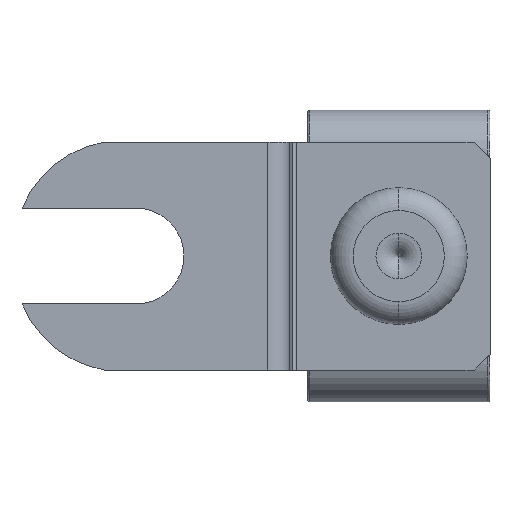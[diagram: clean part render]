
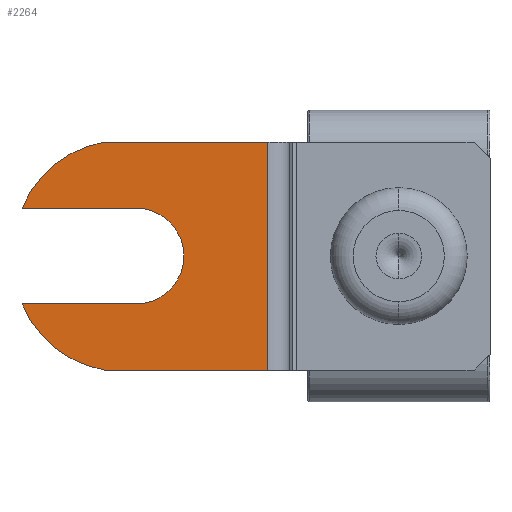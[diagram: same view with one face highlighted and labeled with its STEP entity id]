
A CAD part, front view. The second image highlights one B-rep face of the part: STEP entity #2264.
In plain terms, the highlighted planar face has unit normal (0, -1, 0).
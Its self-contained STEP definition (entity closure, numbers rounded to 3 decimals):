
#8 = VECTOR ( 'NONE', #3392, 1000. ) ;
#139 = LINE ( 'NONE', #5436, #2962 ) ;
#190 = EDGE_CURVE ( 'NONE', #1963, #4734, #139, .T. ) ;
#439 = ORIENTED_EDGE ( 'NONE', *, *, #2378, .T. ) ;
#457 = PLANE ( 'NONE',  #3684 ) ;
#479 = ORIENTED_EDGE ( 'NONE', *, *, #5903, .F. ) ;
#489 = CARTESIAN_POINT ( 'NONE',  ( 9.627, 0., 0. ) ) ;
#702 = EDGE_CURVE ( 'NONE', #5430, #5065, #4545, .T. ) ;
#715 = EDGE_CURVE ( 'NONE', #984, #4379, #1077, .T. ) ;
#865 = CARTESIAN_POINT ( 'NONE',  ( 0., 0., -2.9 ) ) ;
#935 = EDGE_CURVE ( 'NONE', #984, #1963, #1542, .T. ) ;
#976 = VERTEX_POINT ( 'NONE', #5807 ) ;
#984 = VERTEX_POINT ( 'NONE', #1381 ) ;
#1077 = LINE ( 'NONE', #1460, #2235 ) ;
#1277 = DIRECTION ( 'NONE',  ( 0., -1., 0. ) ) ;
#1300 = LINE ( 'NONE', #489, #5517 ) ;
#1381 = CARTESIAN_POINT ( 'NONE',  ( 3.61, 0., -10. ) ) ;
#1446 = DIRECTION ( 'NONE',  ( 0., 0., -1. ) ) ;
#1460 = CARTESIAN_POINT ( 'NONE',  ( 0., 0., -10. ) ) ;
#1542 = CIRCLE ( 'NONE', #2938, 4.8 ) ;
#1835 = AXIS2_PLACEMENT_3D ( 'NONE', #1948, #2475, #3824 ) ;
#1903 = CARTESIAN_POINT ( 'NONE',  ( 4.438, 0., -5.272 ) ) ;
#1948 = CARTESIAN_POINT ( 'NONE',  ( 4.438, 0., -4.728 ) ) ;
#1963 = VERTEX_POINT ( 'NONE', #2055 ) ;
#2055 = CARTESIAN_POINT ( 'NONE',  ( 0., 0., -7.1 ) ) ;
#2235 = VECTOR ( 'NONE', #4746, 1000. ) ;
#2264 = ADVANCED_FACE ( 'NONE', ( #5758 ), #457, .T. ) ;
#2378 = EDGE_CURVE ( 'NONE', #4379, #976, #3391, .T. ) ;
#2380 = AXIS2_PLACEMENT_3D ( 'NONE', #4211, #1277, #4685 ) ;
#2475 = DIRECTION ( 'NONE',  ( 0., 1., 0. ) ) ;
#2482 = ORIENTED_EDGE ( 'NONE', *, *, #190, .F. ) ;
#2492 = CARTESIAN_POINT ( 'NONE',  ( 10.781, 0., -10. ) ) ;
#2545 = ORIENTED_EDGE ( 'NONE', *, *, #3263, .F. ) ;
#2778 = ORIENTED_EDGE ( 'NONE', *, *, #715, .T. ) ;
#2861 = LINE ( 'NONE', #3423, #8 ) ;
#2938 = AXIS2_PLACEMENT_3D ( 'NONE', #1903, #3809, #1446 ) ;
#2962 = VECTOR ( 'NONE', #4325, 1000. ) ;
#2993 = VECTOR ( 'NONE', #3487, 1000. ) ;
#3263 = EDGE_CURVE ( 'NONE', #4734, #5113, #4799, .T. ) ;
#3391 = LINE ( 'NONE', #3460, #2993 ) ;
#3392 = DIRECTION ( 'NONE',  ( -1., 0., 0. ) ) ;
#3411 = ORIENTED_EDGE ( 'NONE', *, *, #935, .F. ) ;
#3415 = ORIENTED_EDGE ( 'NONE', *, *, #702, .F. ) ;
#3423 = CARTESIAN_POINT ( 'NONE',  ( 9.627, 0., -2.9 ) ) ;
#3460 = CARTESIAN_POINT ( 'NONE',  ( 10.781, 0., -10. ) ) ;
#3487 = DIRECTION ( 'NONE',  ( 0., 0., 1. ) ) ;
#3684 = AXIS2_PLACEMENT_3D ( 'NONE', #6198, #5672, #6229 ) ;
#3809 = DIRECTION ( 'NONE',  ( 0., 1., 0. ) ) ;
#3824 = DIRECTION ( 'NONE',  ( 0., 0., -1. ) ) ;
#4030 = EDGE_LOOP ( 'NONE', ( #3411, #2778, #439, #4541, #3415, #479, #2545, #2482 ) ) ;
#4211 = CARTESIAN_POINT ( 'NONE',  ( 5., 0., -5. ) ) ;
#4325 = DIRECTION ( 'NONE',  ( 1., 0., 0. ) ) ;
#4379 = VERTEX_POINT ( 'NONE', #2492 ) ;
#4541 = ORIENTED_EDGE ( 'NONE', *, *, #4755, .F. ) ;
#4545 = CIRCLE ( 'NONE', #1835, 4.8 ) ;
#4612 = CARTESIAN_POINT ( 'NONE',  ( 5., 0., -7.1 ) ) ;
#4685 = DIRECTION ( 'NONE',  ( 0., 0., -1. ) ) ;
#4734 = VERTEX_POINT ( 'NONE', #4612 ) ;
#4746 = DIRECTION ( 'NONE',  ( 1., 0., 0. ) ) ;
#4755 = EDGE_CURVE ( 'NONE', #5065, #976, #1300, .T. ) ;
#4799 = CIRCLE ( 'NONE', #2380, 2.1 ) ;
#5065 = VERTEX_POINT ( 'NONE', #5724 ) ;
#5113 = VERTEX_POINT ( 'NONE', #5693 ) ;
#5336 = DIRECTION ( 'NONE',  ( 1., 0., 0. ) ) ;
#5430 = VERTEX_POINT ( 'NONE', #865 ) ;
#5436 = CARTESIAN_POINT ( 'NONE',  ( 9.627, 0., -7.1 ) ) ;
#5517 = VECTOR ( 'NONE', #5336, 1000. ) ;
#5672 = DIRECTION ( 'NONE',  ( 0., -1., 0. ) ) ;
#5693 = CARTESIAN_POINT ( 'NONE',  ( 5., 0., -2.9 ) ) ;
#5724 = CARTESIAN_POINT ( 'NONE',  ( 3.61, 0., 0. ) ) ;
#5758 = FACE_OUTER_BOUND ( 'NONE', #4030, .T. ) ;
#5807 = CARTESIAN_POINT ( 'NONE',  ( 10.781, 0., 0. ) ) ;
#5903 = EDGE_CURVE ( 'NONE', #5113, #5430, #2861, .T. ) ;
#6198 = CARTESIAN_POINT ( 'NONE',  ( 9.627, 0., -10. ) ) ;
#6229 = DIRECTION ( 'NONE',  ( 0., 0., -1. ) ) ;
